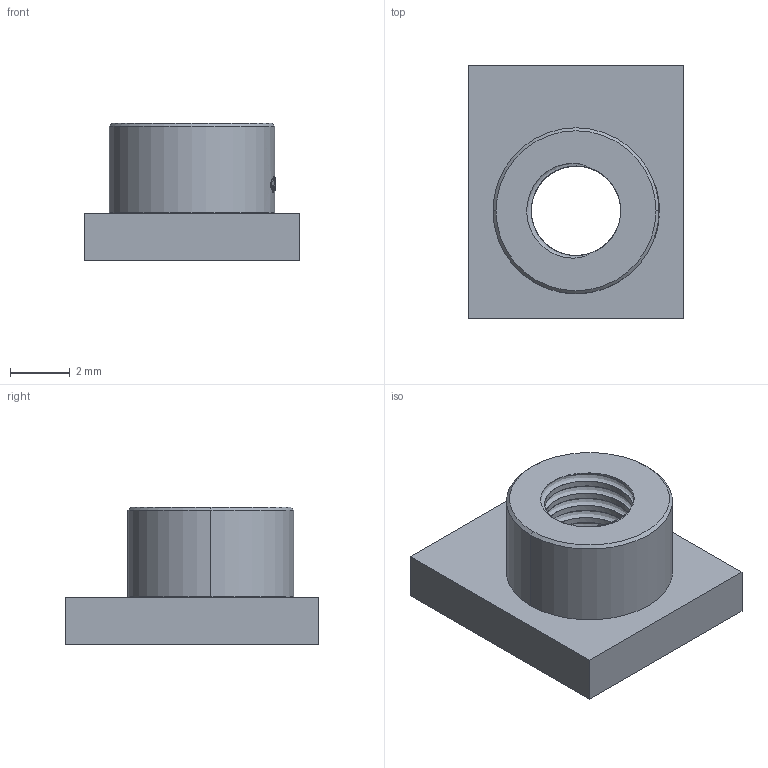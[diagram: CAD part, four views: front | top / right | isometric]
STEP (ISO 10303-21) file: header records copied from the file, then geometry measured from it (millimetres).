
FILE_DESCRIPTION(('Designed by EasyEDA Pro'),'2;1');
FILE_NAME('Open CASCADE Shape Model','2023-04-23T18:05:22',('Author'),( 'Open CASCADE'),'Open CASCADE STEP processor 7.6','Open CASCADE 7.6' ,'Unknown');
FILE_SCHEMA(('AUTOMOTIVE_DESIGN { 1 0 10303 214 1 1 1 1 }'));
Length unit declared in the file: millimetre
Products named in the file (5): PCBModel; COMPOUND; U1; SMD_BD5.6-D4.1
Assembly tree (4 placements, depth 4):
  PCBModel
    COMPOUND
    U1
      SMD_BD5.6-D4.1
        COMPOUND
Bounding box: 7.23 x 8.5 x 4.61 mm (x, y, z)
Volume: 132.5 mm3; surface area: 328.4 mm2
Topology: 2 solids, 2 shells, 325 faces, 883 edges, 588 vertices
Faces by surface type: bspline 138, plane 137, cylinder 46, cone 4
Full cylindrical faces by diameter (mm): 4.3 x1
Entity records: 18324 total; most frequent: CARTESIAN_POINT 8352, ORIENTED_EDGE 1764, DIRECTION 925, EDGE_CURVE 882, VERTEX_POINT 586, B_SPLINE_CURVE_WITH_KNOTS 422, FACE_BOUND 354, EDGE_LOOP 354
